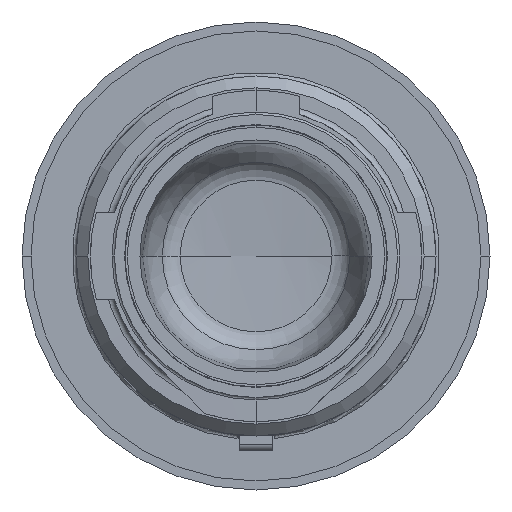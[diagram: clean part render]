
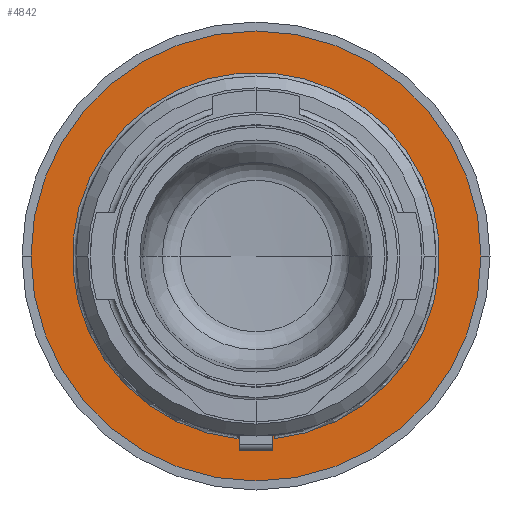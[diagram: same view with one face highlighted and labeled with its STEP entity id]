
A CAD part, front view. The second image highlights one B-rep face of the part: STEP entity #4842.
In plain terms, the highlighted planar face has unit normal (0, -1, 0).
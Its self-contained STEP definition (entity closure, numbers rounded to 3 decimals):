
#1016=CARTESIAN_POINT('',(0.,20.15,0.));
#1017=DIRECTION('',(0.,1.,0.));
#1018=DIRECTION('',(-0.098,0.,-0.995));
#1019=AXIS2_PLACEMENT_3D('',#1016,#1017,#1018);
#1169=CARTESIAN_POINT('',(0.,20.15,0.));
#1170=DIRECTION('',(0.,-1.,0.));
#1171=DIRECTION('',(0.093,0.,-0.996));
#1172=AXIS2_PLACEMENT_3D('',#1169,#1170,#1171);
#1177=DIRECTION('',(0.,0.,-1.));
#1178=VECTOR('',#1177,0.301);
#1179=CARTESIAN_POINT('',(1.5,20.15,-14.925));
#1180=LINE('',#1179,#1178);
#1184=DIRECTION('',(0.,0.,-1.));
#1185=VECTOR('',#1184,0.301);
#1186=CARTESIAN_POINT('',(-1.5,20.15,-14.925));
#1187=LINE('',#1186,#1185);
#1191=CARTESIAN_POINT('',(0.,20.15,0.));
#1192=DIRECTION('',(0.,-1.,0.));
#1193=DIRECTION('',(-0.1,0.,-0.995));
#1194=AXIS2_PLACEMENT_3D('',#1191,#1192,#1193);
#1206=CARTESIAN_POINT('',(0.,20.15,0.));
#1207=DIRECTION('',(0.,1.,0.));
#1208=DIRECTION('',(0.,0.,-1.));
#1209=AXIS2_PLACEMENT_3D('',#1206,#1207,#1208);
#1221=CARTESIAN_POINT('',(0.,20.15,0.));
#1222=DIRECTION('',(0.,-1.,0.));
#1223=DIRECTION('',(0.,0.,-1.));
#1224=AXIS2_PLACEMENT_3D('',#1221,#1222,#1223);
#1361=DIRECTION('',(0.,0.,1.));
#1362=VECTOR('',#1361,0.765);
#1363=CARTESIAN_POINT('',(-1.4,20.15,-15.7));
#1364=LINE('',#1363,#1362);
#1424=DIRECTION('',(0.,0.,-1.));
#1425=VECTOR('',#1424,0.765);
#1426=CARTESIAN_POINT('',(1.4,20.15,-14.935));
#1427=LINE('',#1426,#1425);
#1480=DIRECTION('',(-1.,0.,0.));
#1481=VECTOR('',#1480,2.8);
#1482=CARTESIAN_POINT('',(1.4,20.15,-15.7));
#1483=LINE('',#1482,#1481);
#3896=CARTESIAN_POINT('',(0.,20.15,18.75));
#3898=VERTEX_POINT('',#3896);
#3900=CARTESIAN_POINT('',(0.,20.15,-18.75));
#3902=VERTEX_POINT('',#3900);
#3910=CARTESIAN_POINT('',(1.5,20.15,-14.925));
#3912=VERTEX_POINT('',#3910);
#3914=CARTESIAN_POINT('',(-1.5,20.15,-14.925));
#3916=VERTEX_POINT('',#3914);
#3929=CARTESIAN_POINT('',(1.5,20.15,-15.226));
#3930=VERTEX_POINT('',#3929);
#3933=CARTESIAN_POINT('',(-1.5,20.15,-15.226));
#3934=VERTEX_POINT('',#3933);
#3935=CARTESIAN_POINT('',(1.4,20.15,-14.935));
#3936=CARTESIAN_POINT('',(1.4,20.15,-15.7));
#3937=VERTEX_POINT('',#3935);
#3938=VERTEX_POINT('',#3936);
#3941=CARTESIAN_POINT('',(-1.4,20.15,-15.7));
#3942=CARTESIAN_POINT('',(-1.4,20.15,-14.935));
#3943=VERTEX_POINT('',#3941);
#3944=VERTEX_POINT('',#3942);
#4816=CARTESIAN_POINT('',(0.,20.15,0.));
#4817=DIRECTION('',(0.,1.,0.));
#4818=DIRECTION('',(0.,0.,1.));
#4819=AXIS2_PLACEMENT_3D('',#4816,#4817,#4818);
#4820=PLANE('',#4819);
#4822=ORIENTED_EDGE('',*,*,#4821,.T.);
#4824=ORIENTED_EDGE('',*,*,#4823,.F.);
#4825=EDGE_LOOP('',(#4822,#4824));
#4826=FACE_OUTER_BOUND('',#4825,.F.);
#4828=ORIENTED_EDGE('',*,*,#4827,.F.);
#4830=ORIENTED_EDGE('',*,*,#4829,.T.);
#4831=ORIENTED_EDGE('',*,*,#4805,.T.);
#4832=ORIENTED_EDGE('',*,*,#4718,.F.);
#4833=ORIENTED_EDGE('',*,*,#4738,.F.);
#4835=ORIENTED_EDGE('',*,*,#4834,.T.);
#4837=ORIENTED_EDGE('',*,*,#4836,.F.);
#4839=ORIENTED_EDGE('',*,*,#4838,.F.);
#4840=EDGE_LOOP('',(#4828,#4830,#4831,#4832,#4833,#4835,#4837,#4839));
#4841=FACE_BOUND('',#4840,.F.);
#4842=ADVANCED_FACE('',(#4826,#4841),#4820,.F.);
#1020=CIRCLE('',#1019,15.3);
#1173=CIRCLE('',#1172,15.);
#1195=CIRCLE('',#1194,15.);
#1210=CIRCLE('',#1209,18.75);
#1225=CIRCLE('',#1224,18.75);
#4718=EDGE_CURVE('',#3934,#3930,#1020,.T.);
#4738=EDGE_CURVE('',#3916,#3934,#1187,.T.);
#4805=EDGE_CURVE('',#3912,#3930,#1180,.T.);
#4821=EDGE_CURVE('',#3902,#3898,#1210,.T.);
#4823=EDGE_CURVE('',#3902,#3898,#1225,.T.);
#4827=EDGE_CURVE('',#3937,#3938,#1427,.T.);
#4829=EDGE_CURVE('',#3937,#3912,#1173,.T.);
#4834=EDGE_CURVE('',#3916,#3944,#1195,.T.);
#4836=EDGE_CURVE('',#3943,#3944,#1364,.T.);
#4838=EDGE_CURVE('',#3938,#3943,#1483,.T.);
